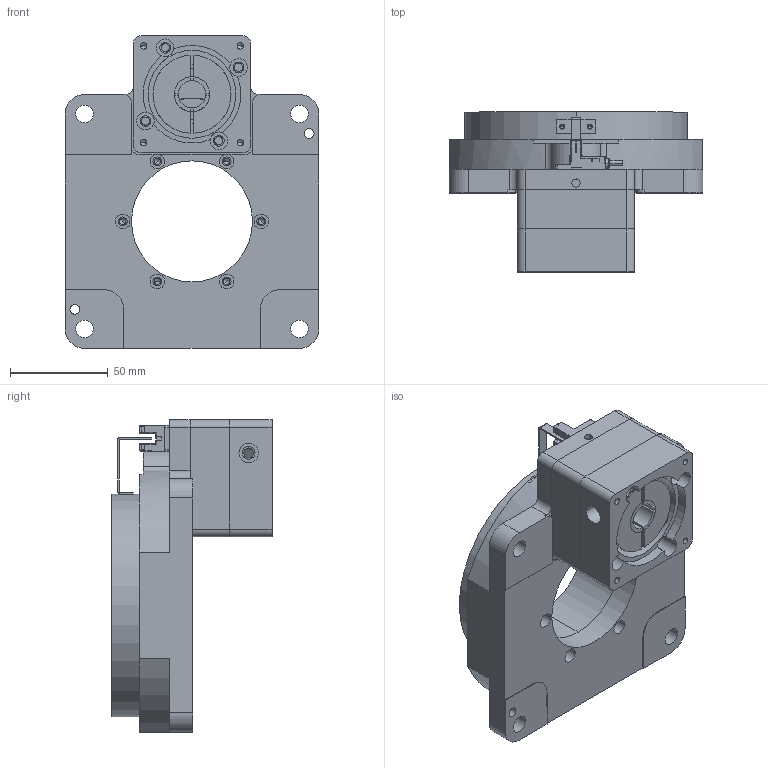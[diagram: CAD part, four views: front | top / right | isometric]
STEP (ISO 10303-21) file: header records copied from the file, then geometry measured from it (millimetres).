
FILE_DESCRIPTION((''),'2;1');
FILE_NAME('130-14-50-70_ASM_125_ASM','2019-12-03T11:55:55',('Administrator'),(''),'CREO PARAMETRIC BY PTC INC, 2017260','CREO PARAMETRIC BY PTC INC, 2017260','');
FILE_SCHEMA(('CONFIG_CONTROL_DESIGN'));
Length unit declared in the file: millimetre
Products named in the file (15): PRS130_135; BASE_130_1018; OIL-SEAL_130_15; BEARING-SEAT_130_112; FLANGE-50-70_130_112; 00_88; _51350_88; _69880_88; _82320_88; 0_88; SY-307_1_ASM_88_ASM; HOLDER-ZCT130_90; LOCK-RING_130_53; PRT0002_32; 130-14-50-70_ASM_125_ASM
Assembly tree (14 placements, depth 3):
  130-14-50-70_ASM_125_ASM
    PRS130_135
    BASE_130_1018
    OIL-SEAL_130_15
    BEARING-SEAT_130_112
    FLANGE-50-70_130_112
    SY-307_1_ASM_88_ASM
      00_88
      _51350_88
      _69880_88
      _82320_88
      0_88
    HOLDER-ZCT130_90
    LOCK-RING_130_53
    PRT0002_32
Bounding box: 130 x 82 x 160.1 mm (x, y, z)
Volume: 464915.3 mm3; surface area: 150606.4 mm2
Topology: 13 solids, 13 shells, 804 faces, 2226 edges, 1436 vertices
Faces by surface type: plane 387, cylinder 328, cone 74, bspline 8, sphere 4, torus 3
Entity records: 26895 total; most frequent: CARTESIAN_POINT 5630, DIRECTION 4491, ORIENTED_EDGE 4324, EDGE_CURVE 2162, AXIS2_PLACEMENT_3D 1592, VERTEX_POINT 1436, VECTOR 1307, LINE 1307
